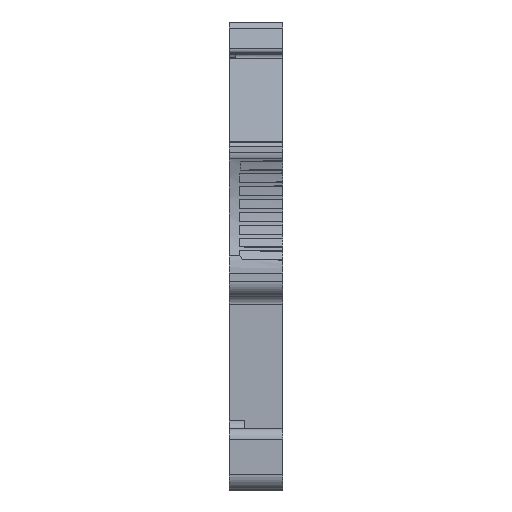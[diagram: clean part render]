
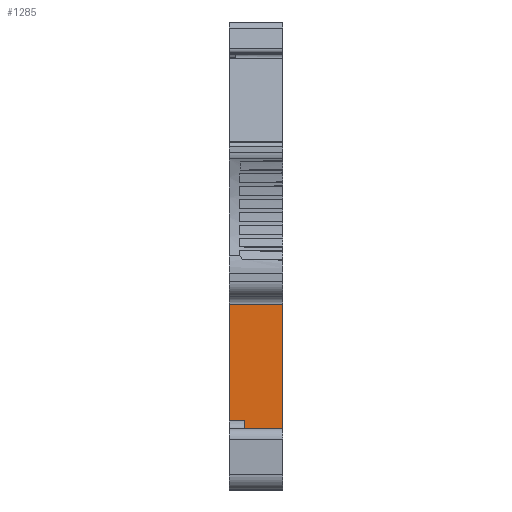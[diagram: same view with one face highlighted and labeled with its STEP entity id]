
A CAD part, front view. The second image highlights one B-rep face of the part: STEP entity #1285.
In plain terms, the highlighted planar face has unit normal (0, -1, 0).
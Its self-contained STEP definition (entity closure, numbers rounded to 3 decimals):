
#1285=ADVANCED_FACE('',(#4779),#3046,.F.);
#3046=PLANE('',#38021);
#4779=FACE_OUTER_BOUND('',#6669,.T.);
#6669=EDGE_LOOP('',(#11039,#11040,#11041,#11042,#11043,#11044));
#11039=ORIENTED_EDGE('',*,*,#23989,.T.);
#11040=ORIENTED_EDGE('',*,*,#24479,.T.);
#11041=ORIENTED_EDGE('',*,*,#22525,.F.);
#11042=ORIENTED_EDGE('',*,*,#24480,.T.);
#11043=ORIENTED_EDGE('',*,*,#24481,.T.);
#11044=ORIENTED_EDGE('',*,*,#24482,.T.);
#18961=VERTEX_POINT('',#48751);
#18962=VERTEX_POINT('',#48753);
#20365=VERTEX_POINT('',#52006);
#20366=VERTEX_POINT('',#52008);
#20632=VERTEX_POINT('',#53171);
#20633=VERTEX_POINT('',#53173);
#22525=EDGE_CURVE('',#18961,#18962,#27843,.T.);
#23989=EDGE_CURVE('',#20366,#20365,#29120,.T.);
#24479=EDGE_CURVE('',#20365,#18962,#29448,.T.);
#24480=EDGE_CURVE('',#18961,#20632,#29449,.T.);
#24481=EDGE_CURVE('',#20632,#20633,#29450,.T.);
#24482=EDGE_CURVE('',#20633,#20366,#29451,.T.);
#27843=LINE('',#48752,#32657);
#29120=LINE('',#52007,#33934);
#29448=LINE('',#53168,#34262);
#29449=LINE('',#53170,#34263);
#29450=LINE('',#53172,#34264);
#29451=LINE('',#53174,#34265);
#32657=VECTOR('',#39656,1.);
#33934=VECTOR('',#41323,1.);
#34262=VECTOR('',#42273,1.);
#34263=VECTOR('',#42276,1.);
#34264=VECTOR('',#42277,1.);
#34265=VECTOR('',#42278,1.);
#38021=AXIS2_PLACEMENT_3D('',#53175,#42279,#42280);
#39656=DIRECTION('',(0.,0.,1.));
#41323=DIRECTION('',(0.,0.,1.));
#42273=DIRECTION('',(-1.,0.,0.));
#42276=DIRECTION('',(1.,0.,0.));
#42277=DIRECTION('',(0.,0.,-1.));
#42278=DIRECTION('',(1.,0.,0.));
#42279=DIRECTION('',(0.,1.,0.));
#42280=DIRECTION('',(0.,0.,-1.));
#48751=CARTESIAN_POINT('',(0.,-7.6,4.5));
#48752=CARTESIAN_POINT('',(0.,-7.6,0.));
#48753=CARTESIAN_POINT('',(0.,-7.6,12.1));
#52006=CARTESIAN_POINT('',(3.5,-7.6,12.1));
#52007=CARTESIAN_POINT('',(3.5,-7.6,0.));
#52008=CARTESIAN_POINT('',(3.5,-7.6,2.5));
#53168=CARTESIAN_POINT('',(0.,-7.6,12.1));
#53170=CARTESIAN_POINT('',(0.,-7.6,4.5));
#53171=CARTESIAN_POINT('',(1.,-7.6,4.5));
#53172=CARTESIAN_POINT('',(1.,-7.6,3.3));
#53173=CARTESIAN_POINT('',(1.,-7.6,2.5));
#53174=CARTESIAN_POINT('',(0.,-7.6,2.5));
#53175=CARTESIAN_POINT('',(0.,-7.6,1.5));
